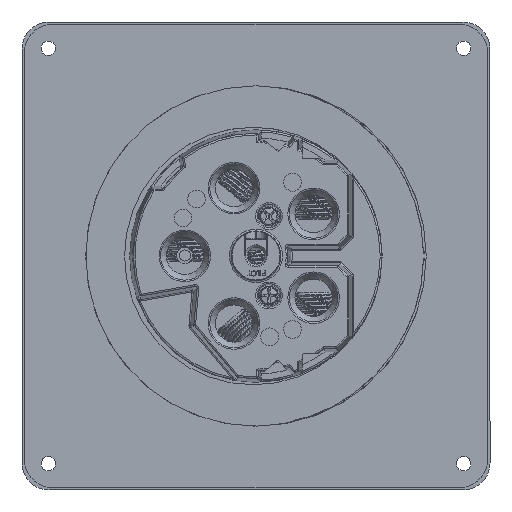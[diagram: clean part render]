
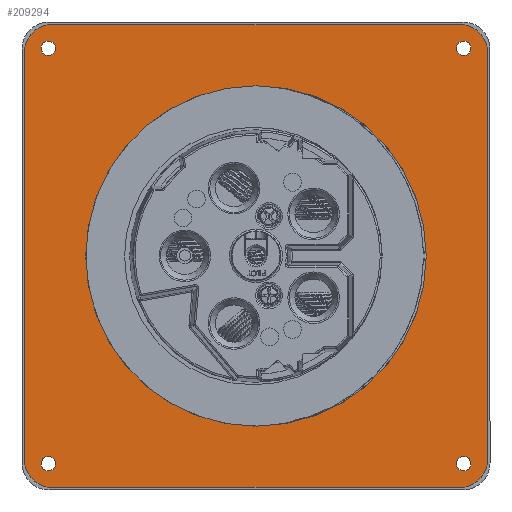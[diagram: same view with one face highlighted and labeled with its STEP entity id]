
A CAD part, top view. The second image highlights one B-rep face of the part: STEP entity #209294.
In plain terms, the highlighted planar face has unit normal (0, 0, 1).
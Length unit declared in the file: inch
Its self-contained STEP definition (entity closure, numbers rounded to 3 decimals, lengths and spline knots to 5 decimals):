
#1134 = DIRECTION ( 'NONE',  ( 0., 0., -1. ) ) ;
#1219 = CARTESIAN_POINT ( 'NONE',  ( -2.40879, 6.65684, 6.51696 ) ) ;
#2518 = EDGE_CURVE ( 'NONE', #213307, #226686, #149865, .T. ) ;
#4420 = DIRECTION ( 'NONE',  ( 0., 0., 1. ) ) ;
#5264 = PLANE ( 'NONE',  #265889 ) ;
#5738 = CARTESIAN_POINT ( 'NONE',  ( 0.03116, 4.21689, 6.51696 ) ) ;
#7462 = CARTESIAN_POINT ( 'NONE',  ( 2.75116, 1.49689, 6.51696 ) ) ;
#7838 = AXIS2_PLACEMENT_3D ( 'NONE', #68482, #255194, #215005 ) ;
#8720 = EDGE_CURVE ( 'NONE', #40030, #40030, #208922, .T. ) ;
#10203 = LINE ( 'NONE', #7462, #212264 ) ;
#16243 = AXIS2_PLACEMENT_3D ( 'NONE', #1219, #41391, #125636 ) ;
#17239 = CARTESIAN_POINT ( 'NONE',  ( 2.47111, 6.74184, 6.51696 ) ) ;
#24085 = CIRCLE ( 'NONE', #178653, 0.32 ) ;
#24272 = EDGE_CURVE ( 'NONE', #68838, #68838, #255084, .T. ) ;
#24671 = FACE_OUTER_BOUND ( 'NONE', #190285, .T. ) ;
#24686 = CARTESIAN_POINT ( 'NONE',  ( -2.40879, 6.74184, 6.51696 ) ) ;
#29497 = VERTEX_POINT ( 'NONE', #158412 ) ;
#32760 = ORIENTED_EDGE ( 'NONE', *, *, #67840, .T. ) ;
#34620 = CIRCLE ( 'NONE', #65561, 0.32 ) ;
#35659 = AXIS2_PLACEMENT_3D ( 'NONE', #107576, #1134, #154498 ) ;
#39893 = CARTESIAN_POINT ( 'NONE',  ( -2.36884, 6.93689, 6.51696 ) ) ;
#40030 = VERTEX_POINT ( 'NONE', #208512 ) ;
#41391 = DIRECTION ( 'NONE',  ( 0., 0., -1. ) ) ;
#42632 = CARTESIAN_POINT ( 'NONE',  ( -2.36884, 1.81689, 6.51696 ) ) ;
#46973 = CARTESIAN_POINT ( 'NONE',  ( 2.43116, 1.49689, 6.51696 ) ) ;
#50592 = CARTESIAN_POINT ( 'NONE',  ( 2.43116, 6.61689, 6.51696 ) ) ;
#54527 = EDGE_CURVE ( 'NONE', #66108, #66108, #157621, .T. ) ;
#54870 = VERTEX_POINT ( 'NONE', #56258 ) ;
#55800 = EDGE_CURVE ( 'NONE', #254521, #29497, #34620, .T. ) ;
#56258 = CARTESIAN_POINT ( 'NONE',  ( -2.40879, 1.86194, 6.51696 ) ) ;
#56492 = EDGE_CURVE ( 'NONE', #54870, #54870, #145388, .T. ) ;
#60151 = ORIENTED_EDGE ( 'NONE', *, *, #62688, .T. ) ;
#61416 = AXIS2_PLACEMENT_3D ( 'NONE', #129560, #211078, #106158 ) ;
#62688 = EDGE_CURVE ( 'NONE', #78248, #166575, #24085, .T. ) ;
#64747 = FACE_BOUND ( 'NONE', #128233, .T. ) ;
#65561 = AXIS2_PLACEMENT_3D ( 'NONE', #173781, #74083, #177865 ) ;
#66004 = DIRECTION ( 'NONE',  ( 0., 1., 0. ) ) ;
#66108 = VERTEX_POINT ( 'NONE', #24686 ) ;
#67840 = EDGE_CURVE ( 'NONE', #213307, #94179, #192950, .T. ) ;
#68482 = CARTESIAN_POINT ( 'NONE',  ( 2.47111, 1.77694, 6.51696 ) ) ;
#68838 = VERTEX_POINT ( 'NONE', #129748 ) ;
#69309 = DIRECTION ( 'NONE',  ( 0., 1., 0. ) ) ;
#71365 = DIRECTION ( 'NONE',  ( 0., 0., 1. ) ) ;
#74083 = DIRECTION ( 'NONE',  ( 0., 0., 1. ) ) ;
#74393 = EDGE_CURVE ( 'NONE', #254521, #94179, #10203, .T. ) ;
#75769 = EDGE_LOOP ( 'NONE', ( #154400 ) ) ;
#78248 = VERTEX_POINT ( 'NONE', #163110 ) ;
#82731 = LINE ( 'NONE', #106284, #211202 ) ;
#85596 = CARTESIAN_POINT ( 'NONE',  ( 2.43116, 6.93689, 6.51696 ) ) ;
#88716 = DIRECTION ( 'NONE',  ( 0., 1., 0. ) ) ;
#89553 = DIRECTION ( 'NONE',  ( 0., 1., 0. ) ) ;
#90012 = DIRECTION ( 'NONE',  ( 0., 0., -1. ) ) ;
#92908 = ORIENTED_EDGE ( 'NONE', *, *, #200607, .T. ) ;
#94179 = VERTEX_POINT ( 'NONE', #183355 ) ;
#96169 = DIRECTION ( 'NONE',  ( 0., 1., 0. ) ) ;
#102213 = DIRECTION ( 'NONE',  ( 1., 0., 0. ) ) ;
#106158 = DIRECTION ( 'NONE',  ( 0., 1., 0. ) ) ;
#106284 = CARTESIAN_POINT ( 'NONE',  ( 2.75116, 6.93689, 6.51696 ) ) ;
#106314 = FACE_BOUND ( 'NONE', #127973, .T. ) ;
#106724 = VECTOR ( 'NONE', #234076, 39.37008 ) ;
#107576 = CARTESIAN_POINT ( 'NONE',  ( 2.47111, 6.65684, 6.51696 ) ) ;
#109687 = CARTESIAN_POINT ( 'NONE',  ( -2.68884, 6.93689, 6.51696 ) ) ;
#110210 = CARTESIAN_POINT ( 'NONE',  ( -2.68884, 6.61689, 6.51696 ) ) ;
#110366 = FACE_BOUND ( 'NONE', #75769, .T. ) ;
#110954 = CIRCLE ( 'NONE', #265444, 0.32 ) ;
#119858 = LINE ( 'NONE', #247068, #237404 ) ;
#125011 = VERTEX_POINT ( 'NONE', #17239 ) ;
#125636 = DIRECTION ( 'NONE',  ( 0., 1., 0. ) ) ;
#127442 = ORIENTED_EDGE ( 'NONE', *, *, #55800, .T. ) ;
#127517 = EDGE_LOOP ( 'NONE', ( #226026 ) ) ;
#127973 = EDGE_LOOP ( 'NONE', ( #234100 ) ) ;
#128233 = EDGE_LOOP ( 'NONE', ( #202260 ) ) ;
#129560 = CARTESIAN_POINT ( 'NONE',  ( -2.40879, 1.77694, 6.51696 ) ) ;
#129735 = DIRECTION ( 'NONE',  ( 0., 0., -1. ) ) ;
#129748 = CARTESIAN_POINT ( 'NONE',  ( 2.47111, 1.86194, 6.51696 ) ) ;
#144815 = DIRECTION ( 'NONE',  ( 0., -1., 0. ) ) ;
#145388 = CIRCLE ( 'NONE', #61416, 0.085 ) ;
#149161 = FACE_BOUND ( 'NONE', #127517, .T. ) ;
#149865 = LINE ( 'NONE', #109687, #106724 ) ;
#153188 = FACE_BOUND ( 'NONE', #205788, .T. ) ;
#154400 = ORIENTED_EDGE ( 'NONE', *, *, #54527, .T. ) ;
#154498 = DIRECTION ( 'NONE',  ( 0., 1., 0. ) ) ;
#157621 = CIRCLE ( 'NONE', #16243, 0.085 ) ;
#158412 = CARTESIAN_POINT ( 'NONE',  ( 2.75116, 1.81689, 6.51696 ) ) ;
#163110 = CARTESIAN_POINT ( 'NONE',  ( 2.75116, 6.61689, 6.51696 ) ) ;
#166575 = VERTEX_POINT ( 'NONE', #85596 ) ;
#168681 = VERTEX_POINT ( 'NONE', #39893 ) ;
#170926 = AXIS2_PLACEMENT_3D ( 'NONE', #42632, #233282, #66004 ) ;
#172783 = EDGE_CURVE ( 'NONE', #168681, #166575, #82731, .T. ) ;
#173781 = CARTESIAN_POINT ( 'NONE',  ( 2.43116, 1.81689, 6.51696 ) ) ;
#175854 = ORIENTED_EDGE ( 'NONE', *, *, #172783, .F. ) ;
#177523 = DIRECTION ( 'NONE',  ( -1., 0., 0. ) ) ;
#177865 = DIRECTION ( 'NONE',  ( 0., 1., 0. ) ) ;
#178653 = AXIS2_PLACEMENT_3D ( 'NONE', #50592, #71365, #96169 ) ;
#181538 = CARTESIAN_POINT ( 'NONE',  ( -2.68884, 1.81689, 6.51696 ) ) ;
#183355 = CARTESIAN_POINT ( 'NONE',  ( -2.36884, 1.49689, 6.51696 ) ) ;
#190285 = EDGE_LOOP ( 'NONE', ( #192132, #60151, #175854, #92908, #203571, #32760, #246370, #127442 ) ) ;
#191089 = CARTESIAN_POINT ( 'NONE',  ( -2.36884, 6.61689, 6.51696 ) ) ;
#191214 = ORIENTED_EDGE ( 'NONE', *, *, #223765, .T. ) ;
#192132 = ORIENTED_EDGE ( 'NONE', *, *, #236964, .F. ) ;
#192950 = CIRCLE ( 'NONE', #170926, 0.32 ) ;
#200607 = EDGE_CURVE ( 'NONE', #168681, #226686, #110954, .T. ) ;
#202260 = ORIENTED_EDGE ( 'NONE', *, *, #56492, .T. ) ;
#203571 = ORIENTED_EDGE ( 'NONE', *, *, #2518, .F. ) ;
#205788 = EDGE_LOOP ( 'NONE', ( #191214 ) ) ;
#208512 = CARTESIAN_POINT ( 'NONE',  ( 0.03116, 6.21689, 6.51696 ) ) ;
#208922 = CIRCLE ( 'NONE', #239948, 2. ) ;
#209294 = ADVANCED_FACE ( 'NONE', ( #106314, #24671, #110366, #153188, #149161, #64747 ), #5264, .F. ) ;
#211078 = DIRECTION ( 'NONE',  ( 0., 0., -1. ) ) ;
#211202 = VECTOR ( 'NONE', #102213, 39.37008 ) ;
#211267 = CARTESIAN_POINT ( 'NONE',  ( 0.03116, 4.21689, 6.51696 ) ) ;
#212264 = VECTOR ( 'NONE', #177523, 39.37008 ) ;
#213307 = VERTEX_POINT ( 'NONE', #181538 ) ;
#215005 = DIRECTION ( 'NONE',  ( 0., 1., 0. ) ) ;
#223765 = EDGE_CURVE ( 'NONE', #125011, #125011, #238022, .T. ) ;
#226026 = ORIENTED_EDGE ( 'NONE', *, *, #24272, .T. ) ;
#226686 = VERTEX_POINT ( 'NONE', #110210 ) ;
#233282 = DIRECTION ( 'NONE',  ( 0., 0., 1. ) ) ;
#234076 = DIRECTION ( 'NONE',  ( 0., 1., 0. ) ) ;
#234100 = ORIENTED_EDGE ( 'NONE', *, *, #8720, .T. ) ;
#236964 = EDGE_CURVE ( 'NONE', #78248, #29497, #119858, .T. ) ;
#237404 = VECTOR ( 'NONE', #144815, 39.37008 ) ;
#238022 = CIRCLE ( 'NONE', #35659, 0.085 ) ;
#239948 = AXIS2_PLACEMENT_3D ( 'NONE', #5738, #90012, #69309 ) ;
#246370 = ORIENTED_EDGE ( 'NONE', *, *, #74393, .F. ) ;
#247068 = CARTESIAN_POINT ( 'NONE',  ( 2.75116, 6.93689, 6.51696 ) ) ;
#254521 = VERTEX_POINT ( 'NONE', #46973 ) ;
#255084 = CIRCLE ( 'NONE', #7838, 0.085 ) ;
#255194 = DIRECTION ( 'NONE',  ( 0., 0., -1. ) ) ;
#265444 = AXIS2_PLACEMENT_3D ( 'NONE', #191089, #4420, #88716 ) ;
#265889 = AXIS2_PLACEMENT_3D ( 'NONE', #211267, #129735, #89553 ) ;
